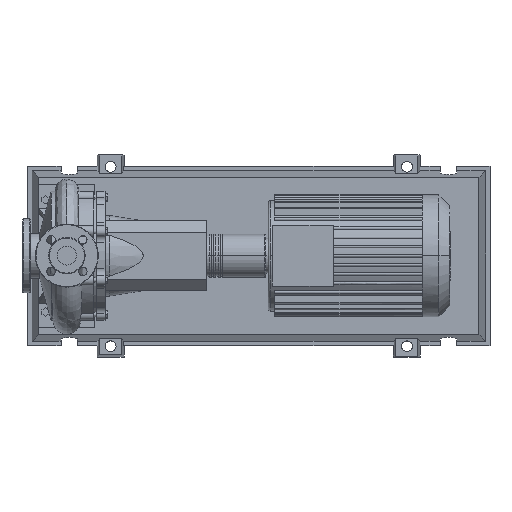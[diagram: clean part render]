
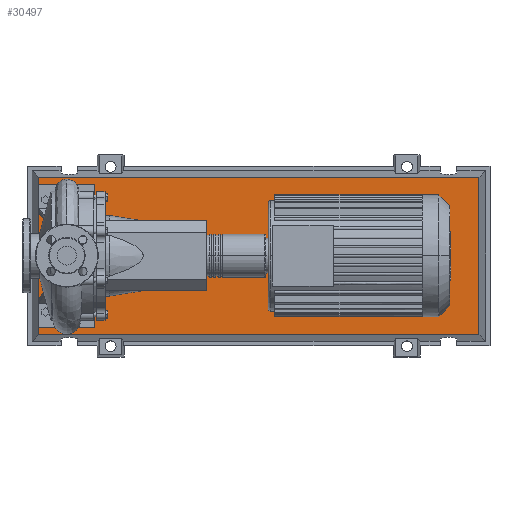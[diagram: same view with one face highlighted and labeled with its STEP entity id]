
A CAD part, top view. The second image highlights one B-rep face of the part: STEP entity #30497.
In plain terms, the highlighted planar face has unit normal (0, 0, 1).
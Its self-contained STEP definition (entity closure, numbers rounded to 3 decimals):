
#30178=CARTESIAN_POINT('',(917.971,-175.471,103.0));
#30179=VERTEX_POINT('',#30178);
#30186=CARTESIAN_POINT('',(-62.971,-175.471,103.0));
#30187=VERTEX_POINT('',#30186);
#30188=CARTESIAN_POINT('',(917.971,-175.471,103.0));
#30189=DIRECTION('',(-1.0,0.0,0.0));
#30190=VECTOR('',#30189,980.941);
#30191=LINE('',#30188,#30190);
#30192=EDGE_CURVE('',#30179,#30187,#30191,.T.);
#30410=CARTESIAN_POINT('',(917.971,175.471,103.0));
#30411=VERTEX_POINT('',#30410);
#30412=CARTESIAN_POINT('',(917.971,175.471,103.0));
#30413=DIRECTION('',(0.0,-1.0,0.0));
#30414=VECTOR('',#30413,350.941);
#30415=LINE('',#30412,#30414);
#30416=EDGE_CURVE('',#30411,#30179,#30415,.T.);
#30434=CARTESIAN_POINT('',(-62.971,175.471,103.0));
#30435=VERTEX_POINT('',#30434);
#30436=CARTESIAN_POINT('',(-62.971,-175.471,103.0));
#30437=DIRECTION('',(0.0,1.0,0.0));
#30438=VECTOR('',#30437,350.941);
#30439=LINE('',#30436,#30438);
#30440=EDGE_CURVE('',#30187,#30435,#30439,.T.);
#30473=CARTESIAN_POINT('',(-62.971,175.471,103.0));
#30474=DIRECTION('',(1.0,0.0,0.0));
#30475=VECTOR('',#30474,980.941);
#30476=LINE('',#30473,#30475);
#30477=EDGE_CURVE('',#30435,#30411,#30476,.T.);
#30486=CARTESIAN_POINT('',(427.5,0.,103.0));
#30487=DIRECTION('',(0.0,0.0,1.0));
#30488=DIRECTION('',(1.0,0.0,0.0));
#30489=AXIS2_PLACEMENT_3D('',#30486,#30487,#30488);
#30490=PLANE('',#30489);
#30491=ORIENTED_EDGE('',*,*,#30416,.F.);
#30492=ORIENTED_EDGE('',*,*,#30477,.F.);
#30493=ORIENTED_EDGE('',*,*,#30440,.F.);
#30494=ORIENTED_EDGE('',*,*,#30192,.F.);
#30495=EDGE_LOOP('',(#30491,#30492,#30493,#30494));
#30496=FACE_OUTER_BOUND('',#30495,.T.);
#30497=ADVANCED_FACE('',(#30496),#30490,.T.);
